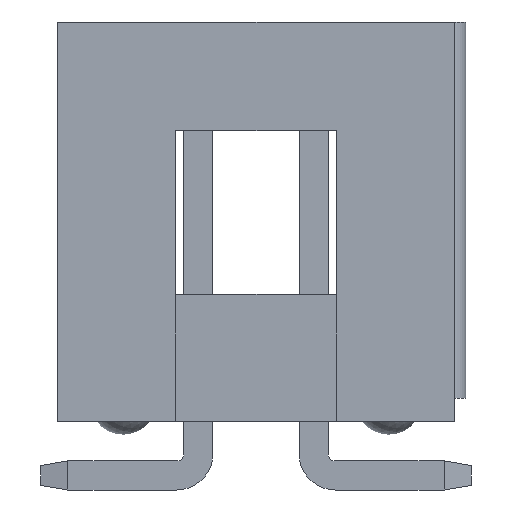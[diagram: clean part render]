
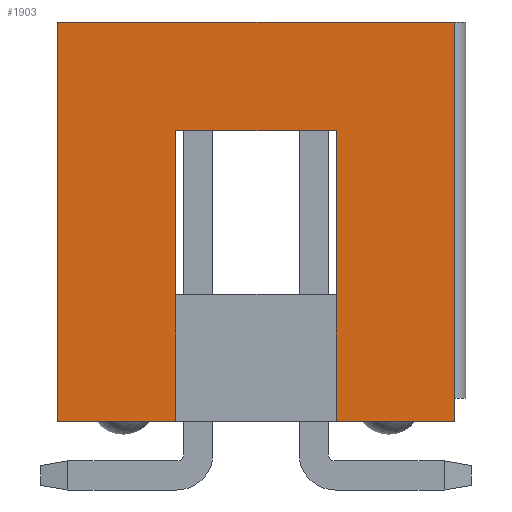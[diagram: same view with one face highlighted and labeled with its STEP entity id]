
A CAD part, left-side view. The second image highlights one B-rep face of the part: STEP entity #1903.
In plain terms, the highlighted planar face has unit normal (-1, 0, 0).
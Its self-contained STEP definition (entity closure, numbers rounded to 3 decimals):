
#77 = VERTEX_POINT ( 'NONE', #2075 ) ;
#117 = CARTESIAN_POINT ( 'NONE',  ( -7.62, -1.77, -4.4 ) ) ;
#133 = FACE_OUTER_BOUND ( 'NONE', #1317, .T. ) ;
#143 = CARTESIAN_POINT ( 'NONE',  ( -7.62, -4.375, -4.4 ) ) ;
#183 = VERTEX_POINT ( 'NONE', #2172 ) ;
#290 = VECTOR ( 'NONE', #1361, 1000. ) ;
#341 = EDGE_CURVE ( 'NONE', #2534, #2082, #2697, .T. ) ;
#353 = LINE ( 'NONE', #2815, #2421 ) ;
#392 = EDGE_CURVE ( 'NONE', #77, #478, #1620, .T. ) ;
#462 = CARTESIAN_POINT ( 'NONE',  ( -7.62, 1.77, 2. ) ) ;
#478 = VERTEX_POINT ( 'NONE', #2033 ) ;
#522 = PLANE ( 'NONE',  #1085 ) ;
#530 = VECTOR ( 'NONE', #2144, 1000. ) ;
#531 = EDGE_CURVE ( 'NONE', #77, #183, #1472, .T. ) ;
#562 = CARTESIAN_POINT ( 'NONE',  ( -7.62, -4.375, -4.4 ) ) ;
#656 = DIRECTION ( 'NONE',  ( 0., 0., 1. ) ) ;
#677 = DIRECTION ( 'NONE',  ( 0., -1., 0. ) ) ;
#694 = LINE ( 'NONE', #462, #1208 ) ;
#747 = EDGE_CURVE ( 'NONE', #2019, #1956, #1583, .T. ) ;
#774 = ORIENTED_EDGE ( 'NONE', *, *, #1426, .T. ) ;
#804 = EDGE_CURVE ( 'NONE', #183, #2150, #353, .T. ) ;
#983 = VECTOR ( 'NONE', #2230, 1000. ) ;
#1054 = DIRECTION ( 'NONE',  ( 0., 1., 0. ) ) ;
#1085 = AXIS2_PLACEMENT_3D ( 'NONE', #1261, #2187, #1054 ) ;
#1120 = VECTOR ( 'NONE', #656, 1000. ) ;
#1138 = ORIENTED_EDGE ( 'NONE', *, *, #1410, .T. ) ;
#1148 = LINE ( 'NONE', #562, #1762 ) ;
#1150 = CARTESIAN_POINT ( 'NONE',  ( -7.62, -4.375, 4.4 ) ) ;
#1208 = VECTOR ( 'NONE', #677, 1000. ) ;
#1239 = ORIENTED_EDGE ( 'NONE', *, *, #804, .F. ) ;
#1254 = VECTOR ( 'NONE', #1913, 1000. ) ;
#1261 = CARTESIAN_POINT ( 'NONE',  ( -7.62, -4.375, 4.4 ) ) ;
#1317 = EDGE_LOOP ( 'NONE', ( #2548, #2158, #774, #1239, #1598, #2604, #1138, #2326 ) ) ;
#1361 = DIRECTION ( 'NONE',  ( 0., -1., 0. ) ) ;
#1410 = EDGE_CURVE ( 'NONE', #478, #2534, #1148, .T. ) ;
#1426 = EDGE_CURVE ( 'NONE', #1956, #2150, #2112, .T. ) ;
#1472 = LINE ( 'NONE', #1150, #290 ) ;
#1583 = LINE ( 'NONE', #117, #1254 ) ;
#1598 = ORIENTED_EDGE ( 'NONE', *, *, #531, .F. ) ;
#1620 = LINE ( 'NONE', #1818, #983 ) ;
#1737 = CARTESIAN_POINT ( 'NONE',  ( -7.62, 1.77, 2. ) ) ;
#1762 = VECTOR ( 'NONE', #2316, 1000. ) ;
#1769 = DIRECTION ( 'NONE',  ( 0., 0., -1. ) ) ;
#1818 = CARTESIAN_POINT ( 'NONE',  ( -7.62, 4.375, 4.4 ) ) ;
#1903 = ADVANCED_FACE ( 'NONE', ( #133 ), #522, .F. ) ;
#1913 = DIRECTION ( 'NONE',  ( 0., 0., -1. ) ) ;
#1927 = CARTESIAN_POINT ( 'NONE',  ( -7.62, -4.375, -4.4 ) ) ;
#1956 = VERTEX_POINT ( 'NONE', #2057 ) ;
#2019 = VERTEX_POINT ( 'NONE', #2473 ) ;
#2033 = CARTESIAN_POINT ( 'NONE',  ( -7.62, 4.375, -4.4 ) ) ;
#2057 = CARTESIAN_POINT ( 'NONE',  ( -7.62, -1.77, -4.4 ) ) ;
#2075 = CARTESIAN_POINT ( 'NONE',  ( -7.62, 4.375, 4.4 ) ) ;
#2082 = VERTEX_POINT ( 'NONE', #1737 ) ;
#2112 = LINE ( 'NONE', #1927, #530 ) ;
#2144 = DIRECTION ( 'NONE',  ( 0., -1., 0. ) ) ;
#2150 = VERTEX_POINT ( 'NONE', #143 ) ;
#2158 = ORIENTED_EDGE ( 'NONE', *, *, #747, .T. ) ;
#2172 = CARTESIAN_POINT ( 'NONE',  ( -7.62, -4.375, 4.4 ) ) ;
#2187 = DIRECTION ( 'NONE',  ( 1., 0., 0. ) ) ;
#2230 = DIRECTION ( 'NONE',  ( 0., 0., -1. ) ) ;
#2316 = DIRECTION ( 'NONE',  ( 0., -1., 0. ) ) ;
#2326 = ORIENTED_EDGE ( 'NONE', *, *, #341, .T. ) ;
#2421 = VECTOR ( 'NONE', #1769, 1000. ) ;
#2448 = CARTESIAN_POINT ( 'NONE',  ( -7.62, 1.77, -4.4 ) ) ;
#2473 = CARTESIAN_POINT ( 'NONE',  ( -7.62, -1.77, 2. ) ) ;
#2534 = VERTEX_POINT ( 'NONE', #2638 ) ;
#2548 = ORIENTED_EDGE ( 'NONE', *, *, #2737, .T. ) ;
#2604 = ORIENTED_EDGE ( 'NONE', *, *, #392, .T. ) ;
#2638 = CARTESIAN_POINT ( 'NONE',  ( -7.62, 1.77, -4.4 ) ) ;
#2697 = LINE ( 'NONE', #2448, #1120 ) ;
#2737 = EDGE_CURVE ( 'NONE', #2082, #2019, #694, .T. ) ;
#2815 = CARTESIAN_POINT ( 'NONE',  ( -7.62, -4.375, 4.4 ) ) ;
